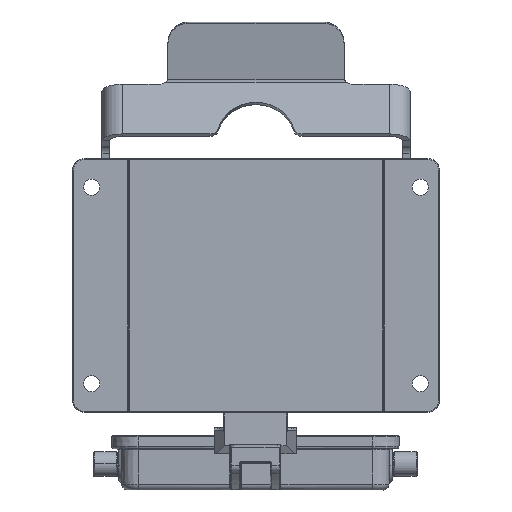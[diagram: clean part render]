
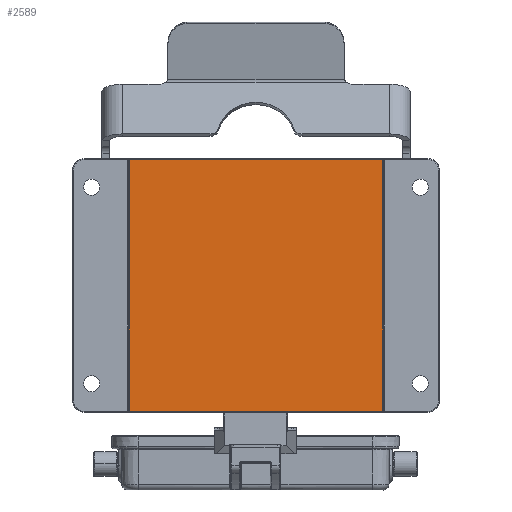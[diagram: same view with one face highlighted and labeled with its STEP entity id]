
A CAD part, front view. The second image highlights one B-rep face of the part: STEP entity #2589.
In plain terms, the highlighted planar face has unit normal (0, -1, 0).
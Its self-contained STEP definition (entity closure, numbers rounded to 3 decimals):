
#1462=FACE_OUTER_BOUND('',#7498,.T.);
#2589=ADVANCED_FACE('',(#1462),#3334,.T.);
#3334=PLANE('',#20070);
#4113=LINE('',#33822,#5333);
#4159=LINE('',#34366,#5379);
#4160=LINE('',#34368,#5380);
#4161=LINE('',#34370,#5381);
#5333=VECTOR('',#23331,1.);
#5379=VECTOR('',#23587,1.);
#5380=VECTOR('',#23590,1.);
#5381=VECTOR('',#23591,1.);
#7498=EDGE_LOOP('',(#11065,#11066,#11067,#11068));
#11065=ORIENTED_EDGE('',*,*,#17022,.T.);
#11066=ORIENTED_EDGE('',*,*,#17023,.T.);
#11067=ORIENTED_EDGE('',*,*,#16887,.T.);
#11068=ORIENTED_EDGE('',*,*,#17021,.T.);
#14656=VERTEX_POINT('',#33816);
#14657=VERTEX_POINT('',#33823);
#14714=VERTEX_POINT('',#34365);
#14715=VERTEX_POINT('',#34369);
#16887=EDGE_CURVE('',#14657,#14656,#4113,.T.);
#17021=EDGE_CURVE('',#14656,#14714,#4159,.T.);
#17022=EDGE_CURVE('',#14714,#14715,#4160,.T.);
#17023=EDGE_CURVE('',#14715,#14657,#4161,.T.);
#20070=AXIS2_PLACEMENT_3D('',#34371,#23592,#23593);
#23331=DIRECTION('',(-1.,0.,0.));
#23587=DIRECTION('',(0.,0.,-1.));
#23590=DIRECTION('',(1.,0.,0.));
#23591=DIRECTION('',(0.,0.,1.));
#23592=DIRECTION('',(0.,-1.,0.));
#23593=DIRECTION('',(1.,0.,0.));
#33816=CARTESIAN_POINT('',(-43.2,-34.026,77.954));
#33822=CARTESIAN_POINT('',(43.2,-34.026,77.954));
#33823=CARTESIAN_POINT('',(43.2,-34.026,77.954));
#34365=CARTESIAN_POINT('',(-43.2,-34.026,-7.901));
#34366=CARTESIAN_POINT('',(-43.2,-34.026,77.954));
#34368=CARTESIAN_POINT('',(-43.2,-34.026,-7.901));
#34369=CARTESIAN_POINT('',(43.2,-34.026,-7.901));
#34370=CARTESIAN_POINT('',(43.2,-34.026,-7.901));
#34371=CARTESIAN_POINT('',(0.,-34.026,35.026));
